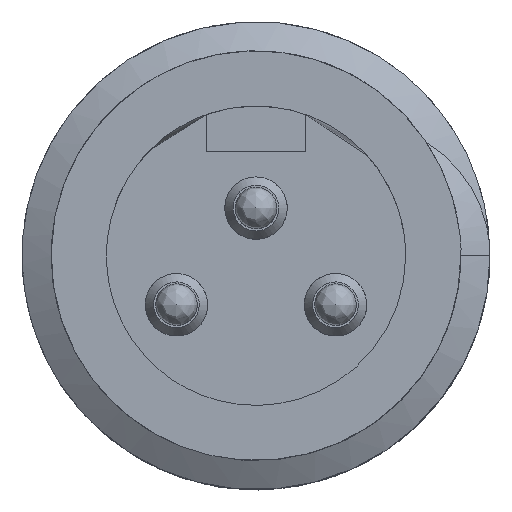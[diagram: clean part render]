
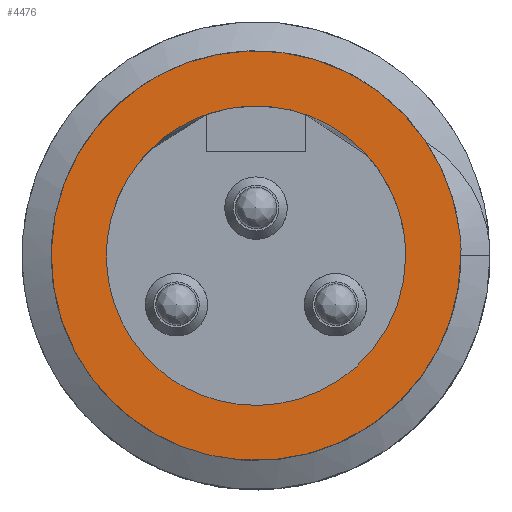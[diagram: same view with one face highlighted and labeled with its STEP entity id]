
A CAD part, top view. The second image highlights one B-rep face of the part: STEP entity #4476.
In plain terms, the highlighted free-form (B-spline) face has degree [1, 1] with [2, 2] control points.
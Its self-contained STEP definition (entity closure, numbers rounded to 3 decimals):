
#4151=CARTESIAN_POINT('',(9.85,0.,36.));
#4152=VERTEX_POINT('',#4151);
#4395=CARTESIAN_POINT('',(9.769,1.269,36.));
#4396=VERTEX_POINT('',#4395);
#4404=CARTESIAN_POINT('',(9.768,1.269,36.));
#4405=CARTESIAN_POINT('',(9.783,1.193,36.));
#4406=CARTESIAN_POINT('',(9.796,1.117,36.));
#4407=CARTESIAN_POINT('',(9.857,0.696,36.));
#4408=CARTESIAN_POINT('',(9.872,0.347,36.));
#4409=CARTESIAN_POINT('',(9.85,0.,36.));
#4410=B_SPLINE_CURVE_WITH_KNOTS('',3,(#4404,#4405,#4406,#4407,#4408,#4409),.UNSPECIFIED.,.F.,.U.,(4,2,4),(0.971,1.,1.129),.UNSPECIFIED.);
#4411=EDGE_CURVE('',#4396,#4152,#4410,.T.);
#4436=CARTESIAN_POINT('',(9.85,0.,36.));
#4437=CARTESIAN_POINT('',(9.85,-17.061,36.));
#4438=CARTESIAN_POINT('',(-4.925,-8.53,36.));
#4439=CARTESIAN_POINT('',(-19.7,0.,36.));
#4440=CARTESIAN_POINT('',(-4.925,8.53,36.));
#4441=CARTESIAN_POINT('',(7.865,15.915,36.));
#4442=CARTESIAN_POINT('',(9.768,1.269,36.));
#4443=(BOUNDED_CURVE()B_SPLINE_CURVE(2,(#4436,#4437,#4438,#4439,#4440,#4441,#4442),.CIRCULAR_ARC.,.F.,.U.)B_SPLINE_CURVE_WITH_KNOTS((3,2,2,3),(0.024,0.357,0.691,1.),.UNSPECIFIED.)CURVE()GEOMETRIC_REPRESENTATION_ITEM()RATIONAL_B_SPLINE_CURVE((1.,0.5,1.,0.5,1.,0.536,0.933))REPRESENTATION_ITEM(''));
#4444=EDGE_CURVE('',#4152,#4396,#4443,.T.);
#4453=CARTESIAN_POINT('',(-106.993,-104.353,36.));
#4454=CARTESIAN_POINT('',(-106.993,104.353,36.));
#4455=CARTESIAN_POINT('',(101.714,-104.353,36.));
#4456=CARTESIAN_POINT('',(101.714,104.353,36.));
#4457=B_SPLINE_SURFACE_WITH_KNOTS('',1,1,((#4453,#4454),(#4455,#4456)),.PLANE_SURF.,.F.,.F.,.U.,(2,2),(2,2),(0.,1.),(0.,1.),.UNSPECIFIED.);
#4458=ORIENTED_EDGE('',*,*,#4411,.F.);
#4459=ORIENTED_EDGE('',*,*,#4444,.F.);
#4460=EDGE_LOOP('',(#4458,#4459));
#4461=FACE_OUTER_BOUND('',#4460,.T.);
#4462=CARTESIAN_POINT('',(7.2,0.,36.));
#4463=VERTEX_POINT('',#4462);
#4464=CARTESIAN_POINT('',(7.2,0.,36.));
#4465=CARTESIAN_POINT('',(7.2,-12.471,36.));
#4466=CARTESIAN_POINT('',(-3.6,-6.235,36.));
#4467=CARTESIAN_POINT('',(-14.4,0.,36.));
#4468=CARTESIAN_POINT('',(-3.6,6.235,36.));
#4469=CARTESIAN_POINT('',(7.2,12.471,36.));
#4470=CARTESIAN_POINT('',(7.2,0.,36.));
#4471=(BOUNDED_CURVE()B_SPLINE_CURVE(2,(#4464,#4465,#4466,#4467,#4468,#4469,#4470),.CIRCULAR_ARC.,.T.,.U.)B_SPLINE_CURVE_WITH_KNOTS((3,2,2,3),(0.,0.333,0.667,1.),.UNSPECIFIED.)CURVE()GEOMETRIC_REPRESENTATION_ITEM()RATIONAL_B_SPLINE_CURVE((1.,0.5,1.,0.5,1.,0.5,1.))REPRESENTATION_ITEM(''));
#4472=EDGE_CURVE('',#4463,#4463,#4471,.T.);
#4473=ORIENTED_EDGE('',*,*,#4472,.T.);
#4474=EDGE_LOOP('',(#4473));
#4475=FACE_BOUND('',#4474,.T.);
#4476=ADVANCED_FACE('',(#4461,#4475),#4457,.T.);
